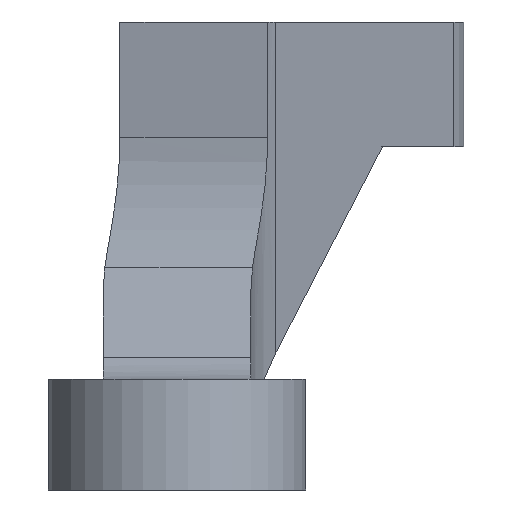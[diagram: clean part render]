
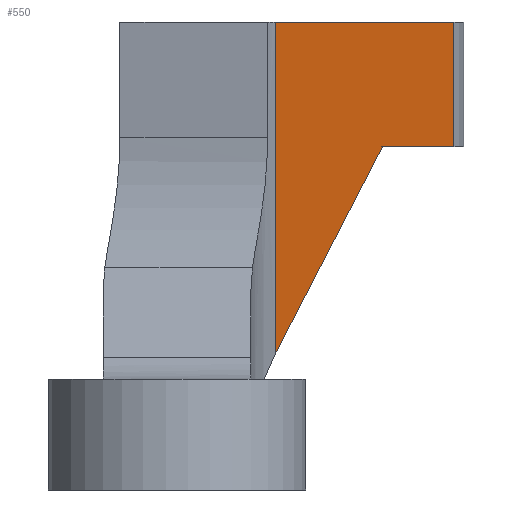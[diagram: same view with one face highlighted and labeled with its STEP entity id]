
A CAD part, left-side view. The second image highlights one B-rep face of the part: STEP entity #550.
In plain terms, the highlighted planar face has unit normal (-0.5, -0.866, 0).
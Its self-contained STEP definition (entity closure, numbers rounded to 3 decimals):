
#26 = CARTESIAN_POINT ( 'NONE',  ( 3., 5.196, -1.7 ) ) ;
#34 = LINE ( 'NONE', #396, #813 ) ;
#55 = DIRECTION ( 'NONE',  ( -0.866, 0.5, 0. ) ) ;
#92 = EDGE_CURVE ( 'NONE', #827, #180, #474, .T. ) ;
#103 = CARTESIAN_POINT ( 'NONE',  ( 3., 5.196, -32.1 ) ) ;
#121 = DIRECTION ( 'NONE',  ( 0.866, -0.5, 0. ) ) ;
#132 = CARTESIAN_POINT ( 'NONE',  ( 38., -15.011, -1.7 ) ) ;
#139 = CARTESIAN_POINT ( 'NONE',  ( 38., -15.011, -25.35 ) ) ;
#180 = VERTEX_POINT ( 'NONE', #305 ) ;
#186 = EDGE_LOOP ( 'NONE', ( #352, #776, #482, #1040, #218 ) ) ;
#213 = DIRECTION ( 'NONE',  ( 0., 0., 1. ) ) ;
#218 = ORIENTED_EDGE ( 'NONE', *, *, #562, .F. ) ;
#225 = EDGE_CURVE ( 'NONE', #1131, #503, #610, .T. ) ;
#281 = CARTESIAN_POINT ( 'NONE',  ( 31.307, -11.147, -32.1 ) ) ;
#305 = CARTESIAN_POINT ( 'NONE',  ( 38., -15.011, -32.1 ) ) ;
#335 = DIRECTION ( 'NONE',  ( 0., 0., -1. ) ) ;
#338 = VECTOR ( 'NONE', #121, 1000. ) ;
#352 = ORIENTED_EDGE ( 'NONE', *, *, #853, .T. ) ;
#387 = DIRECTION ( 'NONE',  ( -0.5, -0.866, 0. ) ) ;
#396 = CARTESIAN_POINT ( 'NONE',  ( 29.819, -10.288, -33.76 ) ) ;
#470 = VECTOR ( 'NONE', #213, 1000. ) ;
#474 = LINE ( 'NONE', #103, #338 ) ;
#482 = ORIENTED_EDGE ( 'NONE', *, *, #670, .F. ) ;
#496 = VECTOR ( 'NONE', #335, 1000. ) ;
#503 = VERTEX_POINT ( 'NONE', #647 ) ;
#550 = ADVANCED_FACE ( 'NONE', ( #1014 ), #1029, .T. ) ;
#562 = EDGE_CURVE ( 'NONE', #733, #503, #849, .T. ) ;
#610 = LINE ( 'NONE', #971, #1024 ) ;
#647 = CARTESIAN_POINT ( 'NONE',  ( 21.249, -5.34, -25.35 ) ) ;
#670 = EDGE_CURVE ( 'NONE', #1131, #180, #1152, .T. ) ;
#733 = VERTEX_POINT ( 'NONE', #799 ) ;
#776 = ORIENTED_EDGE ( 'NONE', *, *, #92, .T. ) ;
#799 = CARTESIAN_POINT ( 'NONE',  ( 21.249, -5.34, -43.319 ) ) ;
#813 = VECTOR ( 'NONE', #951, 1000. ) ;
#827 = VERTEX_POINT ( 'NONE', #281 ) ;
#849 = LINE ( 'NONE', #1096, #470 ) ;
#853 = EDGE_CURVE ( 'NONE', #733, #827, #34, .T. ) ;
#926 = DIRECTION ( 'NONE',  ( 0.866, -0.5, 0. ) ) ;
#951 = DIRECTION ( 'NONE',  ( 0.623, -0.36, 0.695 ) ) ;
#971 = CARTESIAN_POINT ( 'NONE',  ( 3., 5.196, -25.35 ) ) ;
#997 = AXIS2_PLACEMENT_3D ( 'NONE', #26, #387, #926 ) ;
#1014 = FACE_OUTER_BOUND ( 'NONE', #186, .T. ) ;
#1024 = VECTOR ( 'NONE', #55, 1000. ) ;
#1029 = PLANE ( 'NONE',  #997 ) ;
#1040 = ORIENTED_EDGE ( 'NONE', *, *, #225, .T. ) ;
#1096 = CARTESIAN_POINT ( 'NONE',  ( 21.249, -5.34, -37.422 ) ) ;
#1131 = VERTEX_POINT ( 'NONE', #139 ) ;
#1152 = LINE ( 'NONE', #132, #496 ) ;
